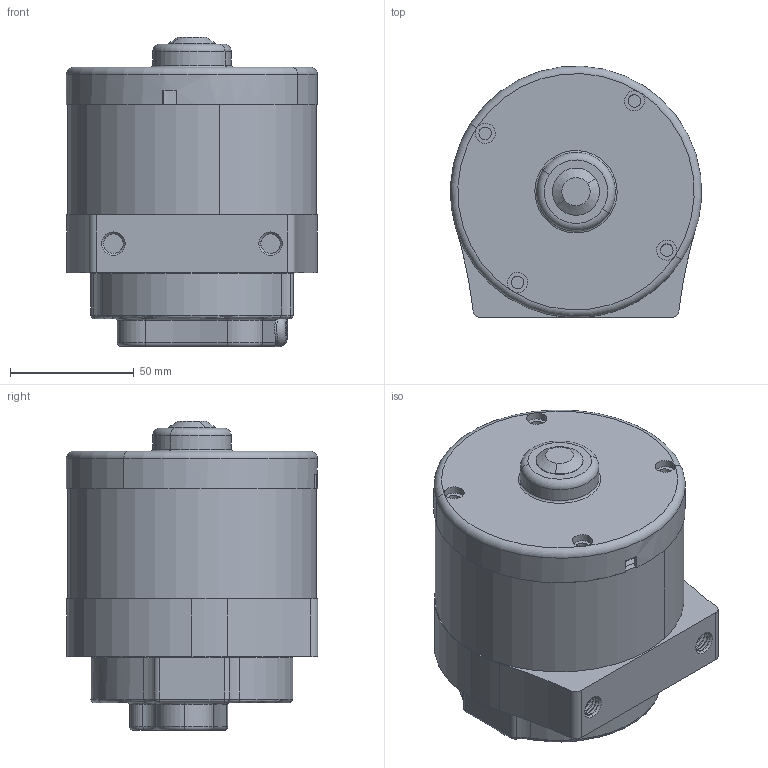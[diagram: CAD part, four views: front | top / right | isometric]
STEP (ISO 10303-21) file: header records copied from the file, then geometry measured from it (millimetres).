
FILE_DESCRIPTION (( 'STEP AP203' ), '1' );
FILE_NAME ('WP701_4Website_020421.STEP', '2021-02-05T01:32:11', ( '' ), ( '' ), 'SwSTEP 2.0', 'SolidWorks 2020', '' );
FILE_SCHEMA (( 'CONFIG_CONTROL_DESIGN' ));
Length unit declared in the file: inch
Products named in the file (8): WP701_4Website_020421; WPP0050_PHOUSING_4EMAIL; MAGNET RING; 4InchMotor_4Assembly; MOTOR CAP; WPP021_RELIEF_CAP_051311; INSPECTION PLUG; WPP00XX_SEALHOUSING_4EMAIL2
Assembly tree (7 placements, depth 3):
  WP701_4Website_020421
    4InchMotor_4Assembly
      MOTOR CAP
      MAGNET RING
      INSPECTION PLUG
    WPP021_RELIEF_CAP_051311
    WPP00XX_SEALHOUSING_4EMAIL2
    WPP0050_PHOUSING_4EMAIL
Bounding box: 101.48 x 101.54 x 125.07 mm (x, y, z)
Volume: 457284 mm3; surface area: 117288.3 mm2
Topology: 6 solids, 6 shells, 548 faces, 1338 edges, 841 vertices
Faces by surface type: cylinder 288, plane 130, cone 66, torus 40, bspline 24
Entity records: 23023 total; most frequent: CARTESIAN_POINT 9465, DIRECTION 2764, ORIENTED_EDGE 2660, EDGE_CURVE 1330, AXIS2_PLACEMENT_3D 1126, VERTEX_POINT 841, EDGE_LOOP 617, CIRCLE 591
